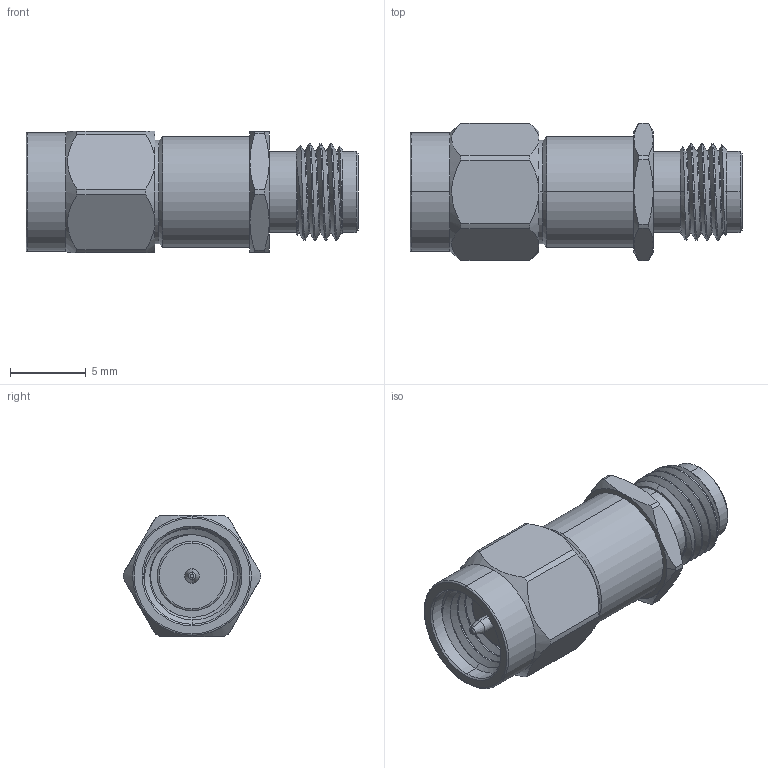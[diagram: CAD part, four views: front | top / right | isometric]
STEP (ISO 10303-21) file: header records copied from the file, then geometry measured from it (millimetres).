
FILE_DESCRIPTION (( 'STEP AP214' ), '1' );
FILE_NAME ('SA6H-03_3D.step', '2023-06-05T14:54:52', ( '' ), ( '' ), 'SwSTEP 2.0', 'SolidWorks 2022', '' );
FILE_SCHEMA (( 'AUTOMOTIVE_DESIGN' ));
Length unit declared in the file: inch
Products named in the file (1): SA6H-03_3D
Bounding box: 21.84 x 9.02 x 8 mm (x, y, z)
Volume: 784 mm3; surface area: 872.3 mm2
Topology: 1 solids, 1 shells, 138 faces, 324 edges, 200 vertices
Faces by surface type: cylinder 55, cone 45, plane 26, torus 6, bspline 6
Entity records: 6857 total; most frequent: CARTESIAN_POINT 3806, ORIENTED_EDGE 648, DIRECTION 621, EDGE_CURVE 324, AXIS2_PLACEMENT_3D 266, VERTEX_POINT 200, EDGE_LOOP 150, FACE_OUTER_BOUND 138
